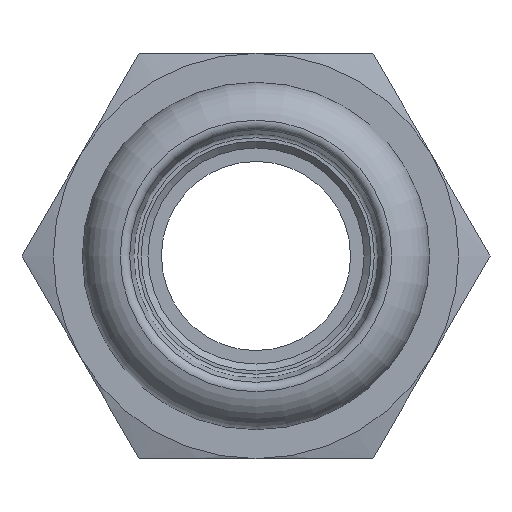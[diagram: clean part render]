
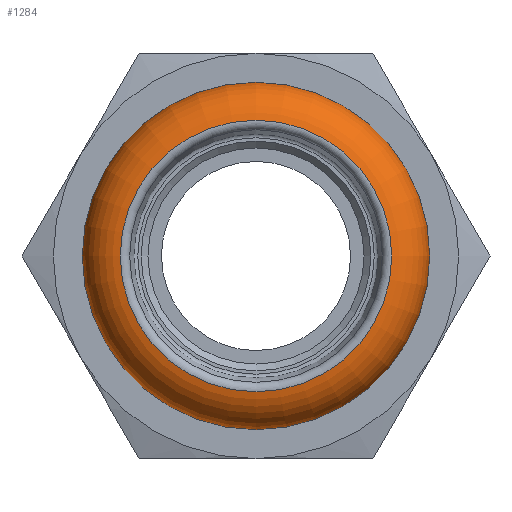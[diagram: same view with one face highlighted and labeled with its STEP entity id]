
A CAD part, front view. The second image highlights one B-rep face of the part: STEP entity #1284.
In plain terms, the highlighted toroidal (fillet/blend) face has major radius 9.489 mm and minor radius 3.367 mm.
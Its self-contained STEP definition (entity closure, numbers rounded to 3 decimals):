
#227=FACE_OUTER_BOUND('',#312,.T.);
#312=EDGE_LOOP('',(#865,#866,#867,#868,#869,#870));
#409=CIRCLE('',#1390,10.65);
#410=CIRCLE('',#1391,10.65);
#411=CIRCLE('',#1392,3.367);
#412=CIRCLE('',#1393,10.05);
#413=CIRCLE('',#1394,10.05);
#528=VERTEX_POINT('',#2043);
#529=VERTEX_POINT('',#2044);
#530=VERTEX_POINT('',#2047);
#531=VERTEX_POINT('',#2049);
#660=EDGE_CURVE('',#528,#529,#409,.T.);
#661=EDGE_CURVE('',#529,#528,#410,.T.);
#662=EDGE_CURVE('',#529,#530,#411,.T.);
#663=EDGE_CURVE('',#530,#531,#412,.T.);
#664=EDGE_CURVE('',#531,#530,#413,.T.);
#865=ORIENTED_EDGE('',*,*,#660,.F.);
#866=ORIENTED_EDGE('',*,*,#661,.F.);
#867=ORIENTED_EDGE('',*,*,#662,.T.);
#868=ORIENTED_EDGE('',*,*,#663,.T.);
#869=ORIENTED_EDGE('',*,*,#664,.T.);
#870=ORIENTED_EDGE('',*,*,#662,.F.);
#1275=TOROIDAL_SURFACE('',#1389,9.488,3.367);
#1284=ADVANCED_FACE('',(#227),#1275,.T.);
#1389=AXIS2_PLACEMENT_3D('',#2042,#1595,#1596);
#1390=AXIS2_PLACEMENT_3D('',#2045,#1597,#1598);
#1391=AXIS2_PLACEMENT_3D('',#2046,#1599,#1600);
#1392=AXIS2_PLACEMENT_3D('',#2048,#1601,#1602);
#1393=AXIS2_PLACEMENT_3D('',#2050,#1603,#1604);
#1394=AXIS2_PLACEMENT_3D('',#2051,#1605,#1606);
#1595=DIRECTION('center_axis',(0.,1.,0.));
#1596=DIRECTION('ref_axis',(0.,0.,1.));
#1597=DIRECTION('center_axis',(0.,1.,0.));
#1598=DIRECTION('ref_axis',(0.,0.,1.));
#1599=DIRECTION('center_axis',(0.,1.,0.));
#1600=DIRECTION('ref_axis',(0.,0.,1.));
#1601=DIRECTION('center_axis',(-1.,0.,0.));
#1602=DIRECTION('ref_axis',(0.,0.,-1.));
#1603=DIRECTION('center_axis',(0.,1.,0.));
#1604=DIRECTION('ref_axis',(0.,0.,1.));
#1605=DIRECTION('center_axis',(0.,1.,0.));
#1606=DIRECTION('ref_axis',(0.,0.,1.));
#2042=CARTESIAN_POINT('Origin',(0.,3.328,0.));
#2043=CARTESIAN_POINT('',(0.,6.489,10.65));
#2044=CARTESIAN_POINT('',(0.,6.489,-10.65));
#2045=CARTESIAN_POINT('Origin',(0.,6.489,0.));
#2046=CARTESIAN_POINT('Origin',(0.,6.489,0.));
#2047=CARTESIAN_POINT('',(0.,0.008,-10.05));
#2048=CARTESIAN_POINT('Origin',(0.,3.328,
-9.488));
#2049=CARTESIAN_POINT('',(0.,0.008,10.05));
#2050=CARTESIAN_POINT('Origin',(0.,0.008,0.));
#2051=CARTESIAN_POINT('Origin',(0.,0.008,0.));
